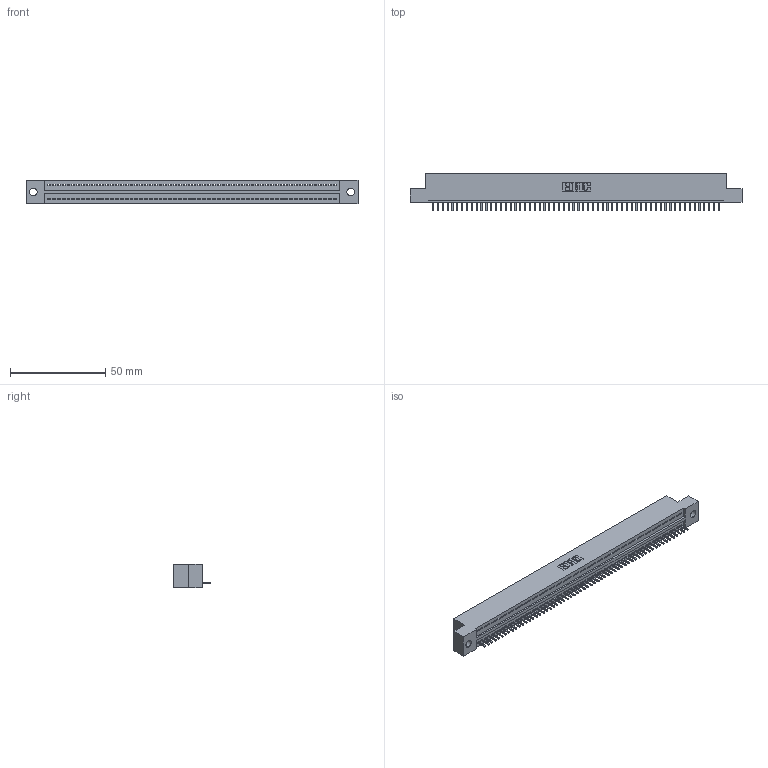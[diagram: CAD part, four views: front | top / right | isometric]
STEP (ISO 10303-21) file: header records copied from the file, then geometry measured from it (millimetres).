
FILE_DESCRIPTION (( 'STEP AP203' ), '1' );
FILE_NAME ('325-060-520-109.STEP', '2020-02-25T02:31:16', ( '' ), ( '' ), 'SwSTEP 2.0', 'SolidWorks 2016', '' );
FILE_SCHEMA (( 'CONFIG_CONTROL_DESIGN' ));
Length unit declared in the file: inch
Products named in the file (3): 325 Part_.160 TH; 325-292-001_325-293-120; 325-060-520-109
Assembly tree (61 placements, depth 2):
  325-060-520-109
    325 Part_.160 TH
    325-292-001_325-293-120  x60
Bounding box: 174.12 x 19.68 x 12.45 mm (x, y, z)
Volume: 21859.9 mm3; surface area: 23452.2 mm2
Topology: 61 solids, 61 shells, 3594 faces, 10871 edges, 7166 vertices
Faces by surface type: plane 2590, cylinder 1004
Entity records: 34373 total; most frequent: CARTESIAN_POINT 5934, ORIENTED_EDGE 5930, DIRECTION 4969, EDGE_CURVE 2965, LINE 2837, VECTOR 2837, VERTEX_POINT 1974, AXIS2_PLACEMENT_3D 1066
